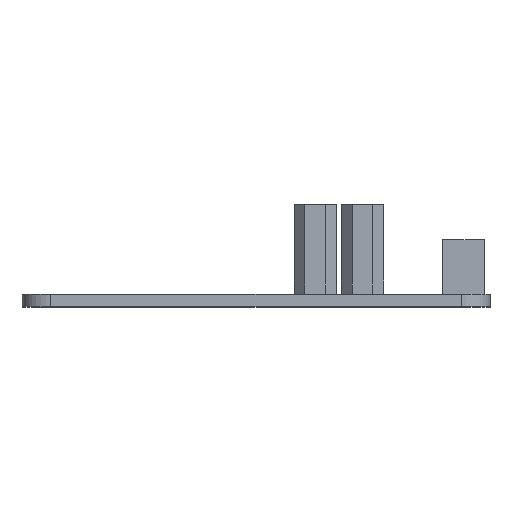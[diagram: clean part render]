
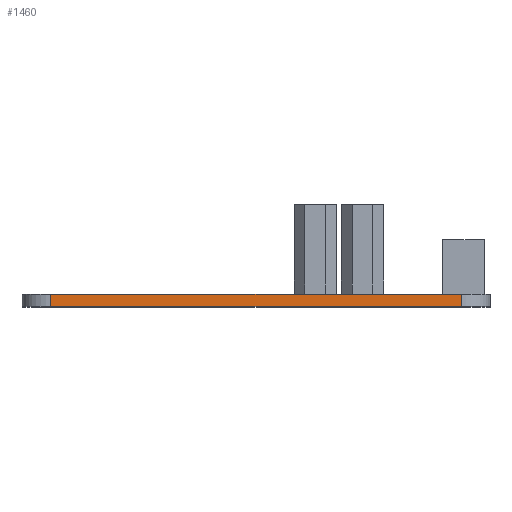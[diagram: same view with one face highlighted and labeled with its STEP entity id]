
A CAD part, top view. The second image highlights one B-rep face of the part: STEP entity #1460.
In plain terms, the highlighted planar face has unit normal (0, 0, 1).
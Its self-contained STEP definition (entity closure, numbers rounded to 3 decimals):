
#24 = AXIS2_PLACEMENT_3D ( 'NONE', #993, #1117, #244 ) ;
#244 = DIRECTION ( 'NONE',  ( 1., 0., 0. ) ) ;
#313 = VERTEX_POINT ( 'NONE', #1560 ) ;
#369 = FACE_OUTER_BOUND ( 'NONE', #1122, .T. ) ;
#403 = CARTESIAN_POINT ( 'NONE',  ( 24.75, 1.5, 32.5 ) ) ;
#408 = VECTOR ( 'NONE', #1226, 1000. ) ;
#414 = VECTOR ( 'NONE', #1401, 1000. ) ;
#579 = VERTEX_POINT ( 'NONE', #1232 ) ;
#692 = DIRECTION ( 'NONE',  ( 1., 0., 0. ) ) ;
#703 = EDGE_CURVE ( 'NONE', #1258, #313, #953, .T. ) ;
#707 = ORIENTED_EDGE ( 'NONE', *, *, #703, .F. ) ;
#708 = VECTOR ( 'NONE', #1848, 1000. ) ;
#780 = CARTESIAN_POINT ( 'NONE',  ( 24.75, 0., 32.5 ) ) ;
#788 = CARTESIAN_POINT ( 'NONE',  ( -24.75, 0., 32.5 ) ) ;
#951 = VERTEX_POINT ( 'NONE', #1066 ) ;
#953 = LINE ( 'NONE', #1369, #414 ) ;
#973 = LINE ( 'NONE', #403, #1292 ) ;
#993 = CARTESIAN_POINT ( 'NONE',  ( -24.75, 0., 32.5 ) ) ;
#1066 = CARTESIAN_POINT ( 'NONE',  ( 24.75, 1.5, 32.5 ) ) ;
#1079 = ORIENTED_EDGE ( 'NONE', *, *, #1382, .F. ) ;
#1117 = DIRECTION ( 'NONE',  ( 0., 0., 1. ) ) ;
#1122 = EDGE_LOOP ( 'NONE', ( #707, #1588, #1079, #1221 ) ) ;
#1221 = ORIENTED_EDGE ( 'NONE', *, *, #1308, .F. ) ;
#1226 = DIRECTION ( 'NONE',  ( 0., 1., 0. ) ) ;
#1232 = CARTESIAN_POINT ( 'NONE',  ( -24.75, 1.5, 32.5 ) ) ;
#1258 = VERTEX_POINT ( 'NONE', #1823 ) ;
#1292 = VECTOR ( 'NONE', #692, 1000. ) ;
#1308 = EDGE_CURVE ( 'NONE', #313, #579, #1813, .T. ) ;
#1369 = CARTESIAN_POINT ( 'NONE',  ( 24.75, 0., 32.5 ) ) ;
#1370 = LINE ( 'NONE', #780, #408 ) ;
#1371 = EDGE_CURVE ( 'NONE', #1258, #951, #1370, .T. ) ;
#1382 = EDGE_CURVE ( 'NONE', #579, #951, #973, .T. ) ;
#1401 = DIRECTION ( 'NONE',  ( -1., 0., 0. ) ) ;
#1460 = ADVANCED_FACE ( 'NONE', ( #369 ), #1579, .T. ) ;
#1560 = CARTESIAN_POINT ( 'NONE',  ( -24.75, 0., 32.5 ) ) ;
#1579 = PLANE ( 'NONE',  #24 ) ;
#1588 = ORIENTED_EDGE ( 'NONE', *, *, #1371, .T. ) ;
#1813 = LINE ( 'NONE', #788, #708 ) ;
#1823 = CARTESIAN_POINT ( 'NONE',  ( 24.75, 0., 32.5 ) ) ;
#1848 = DIRECTION ( 'NONE',  ( 0., 1., 0. ) ) ;
